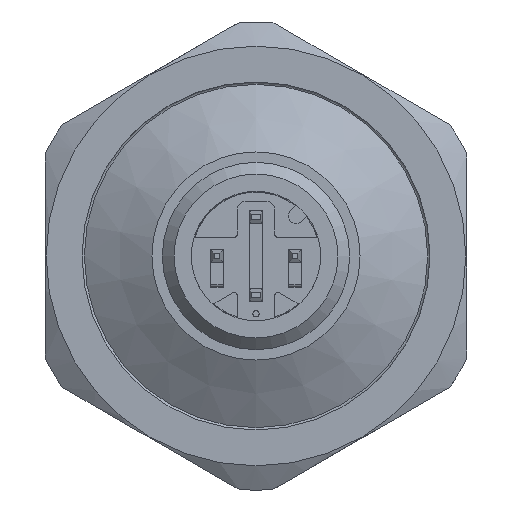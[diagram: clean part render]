
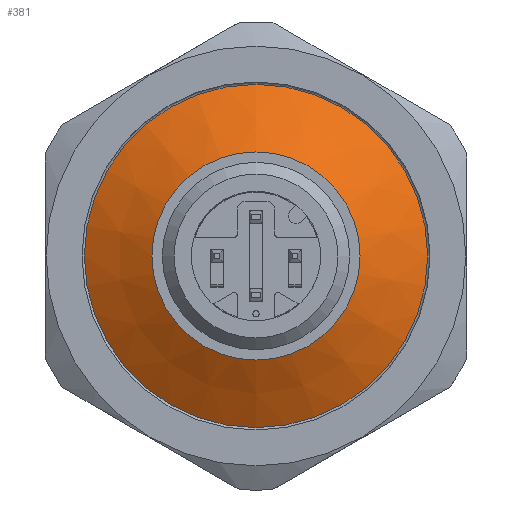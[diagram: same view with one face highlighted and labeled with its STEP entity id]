
A CAD part, front view. The second image highlights one B-rep face of the part: STEP entity #381.
In plain terms, the highlighted conical face has half-angle 60 degrees and reference radius 6.67 mm.
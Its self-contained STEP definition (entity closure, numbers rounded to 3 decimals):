
#381 = ADVANCED_FACE( '', ( #829, #830 ), #831, .T. );
#829 = FACE_OUTER_BOUND( '', #1335, .T. );
#830 = FACE_BOUND( '', #1336, .T. );
#831 = CONICAL_SURFACE( '', #1337, 6.67, 1.047 );
#1335 = EDGE_LOOP( '', ( #2364 ) );
#1336 = EDGE_LOOP( '', ( #2365 ) );
#1337 = AXIS2_PLACEMENT_3D( '', #2366, #2367, #2368 );
#2364 = ORIENTED_EDGE( '', *, *, #3251, .F. );
#2365 = ORIENTED_EDGE( '', *, *, #3140, .T. );
#2366 = CARTESIAN_POINT( '', ( 0., -71., 0. ) );
#2367 = DIRECTION( '', ( 0., 1., 0. ) );
#2368 = DIRECTION( '', ( 0., 0., 1. ) );
#3140 = EDGE_CURVE( '', #3842, #3842, #3843, .T. );
#3251 = EDGE_CURVE( '', #3997, #3997, #3998, .T. );
#3842 = VERTEX_POINT( '', #4852 );
#3843 = CIRCLE( '', #4853, 6.67 );
#3997 = VERTEX_POINT( '', #5087 );
#3998 = CIRCLE( '', #5088, 11. );
#4852 = CARTESIAN_POINT( '', ( 0., -71., 6.67 ) );
#4853 = AXIS2_PLACEMENT_3D( '', #5627, #5628, #5629 );
#5087 = CARTESIAN_POINT( '', ( 0., -68.5, 11. ) );
#5088 = AXIS2_PLACEMENT_3D( '', #5749, #5750, #5751 );
#5627 = CARTESIAN_POINT( '', ( 0., -71., 0. ) );
#5628 = DIRECTION( '', ( 0., 1., 0. ) );
#5629 = DIRECTION( '', ( 0., 0., 1. ) );
#5749 = CARTESIAN_POINT( '', ( 0., -68.5, 0. ) );
#5750 = DIRECTION( '', ( 0., 1., 0. ) );
#5751 = DIRECTION( '', ( 0., 0., 1. ) );
